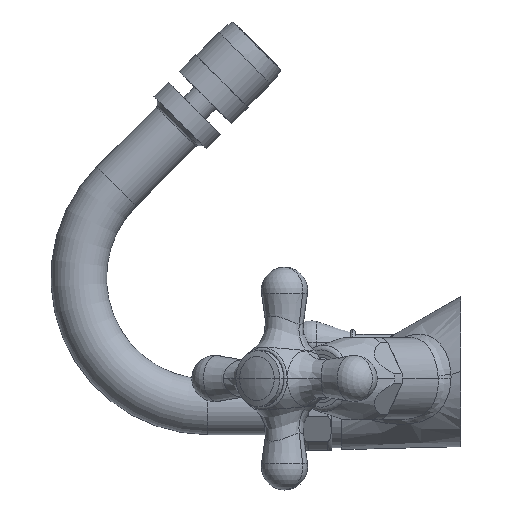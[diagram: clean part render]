
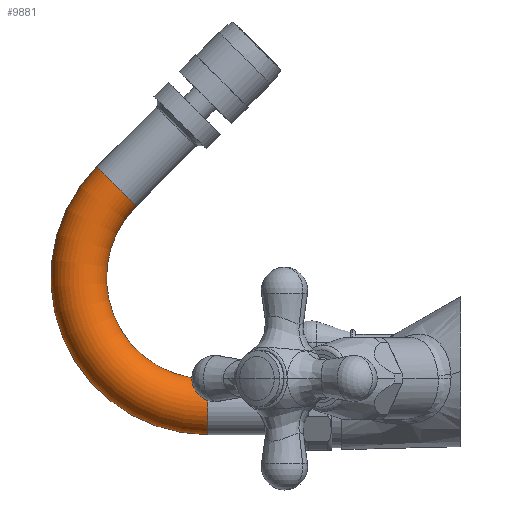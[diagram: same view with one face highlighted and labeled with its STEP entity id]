
A CAD part, left-side view. The second image highlights one B-rep face of the part: STEP entity #9881.
In plain terms, the highlighted toroidal (fillet/blend) face has major radius 41.719 mm and minor radius 9 mm.
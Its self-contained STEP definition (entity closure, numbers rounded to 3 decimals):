
#758=CARTESIAN_POINT('',(0.,81.781,-11.4));
#759=DIRECTION('',(0.,-1.,0.));
#760=DIRECTION('',(0.,0.,1.));
#761=AXIS2_PLACEMENT_3D('',#758,#759,#760);
#786=CARTESIAN_POINT('',(0.,81.781,30.319));
#787=DIRECTION('',(-1.,0.,0.));
#788=DIRECTION('',(0.,0.707,0.707));
#789=AXIS2_PLACEMENT_3D('',#786,#787,#788);
#819=CARTESIAN_POINT('',(0.,111.281,59.819));
#820=DIRECTION('',(0.,0.707,-0.707));
#821=DIRECTION('',(0.,-0.707,-0.707));
#822=AXIS2_PLACEMENT_3D('',#819,#820,#821);
#824=CARTESIAN_POINT('',(0.,81.781,30.319));
#825=DIRECTION('',(-1.,0.,0.));
#826=DIRECTION('',(0.,0.707,0.707));
#827=AXIS2_PLACEMENT_3D('',#824,#825,#826);
#8726=CARTESIAN_POINT('',(0.,104.917,53.455));
#8727=CARTESIAN_POINT('',(0.,117.645,66.183));
#8728=VERTEX_POINT('',#8726);
#8729=VERTEX_POINT('',#8727);
#8730=CARTESIAN_POINT('',(0.,81.781,-2.4));
#8731=CARTESIAN_POINT('',(0.,81.781,-20.4));
#8732=VERTEX_POINT('',#8730);
#8733=VERTEX_POINT('',#8731);
#9870=CARTESIAN_POINT('',(0.,81.781,30.319));
#9871=DIRECTION('',(-1.,0.,0.));
#9872=DIRECTION('',(0.,-0.707,-0.707));
#9873=AXIS2_PLACEMENT_3D('',#9870,#9871,#9872);
#9874=TOROIDAL_SURFACE('',#9873,41.719,9.);
#9875=ORIENTED_EDGE('',*,*,#9857,.F.);
#9876=ORIENTED_EDGE('',*,*,#9773,.T.);
#9877=ORIENTED_EDGE('',*,*,#9729,.T.);
#9878=ORIENTED_EDGE('',*,*,#9770,.F.);
#9879=EDGE_LOOP('',(#9875,#9876,#9877,#9878));
#9880=FACE_OUTER_BOUND('',#9879,.F.);
#9881=ADVANCED_FACE('',(#9880),#9874,.T.);
#762=CIRCLE('',#761,9.);
#790=CIRCLE('',#789,50.719);
#823=CIRCLE('',#822,9.);
#828=CIRCLE('',#827,32.719);
#9729=EDGE_CURVE('',#8732,#8733,#762,.T.);
#9770=EDGE_CURVE('',#8729,#8733,#790,.T.);
#9773=EDGE_CURVE('',#8728,#8732,#828,.T.);
#9857=EDGE_CURVE('',#8728,#8729,#823,.T.);
